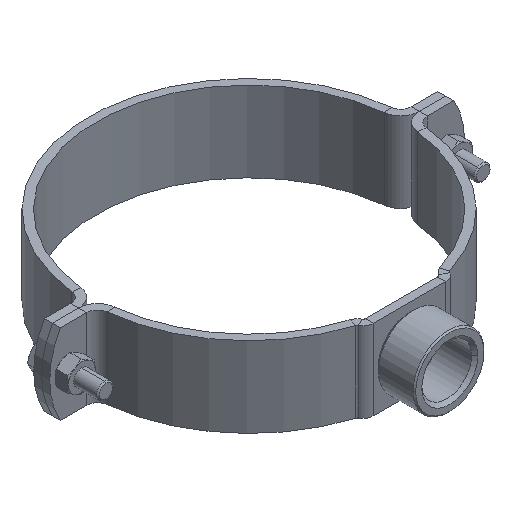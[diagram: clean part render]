
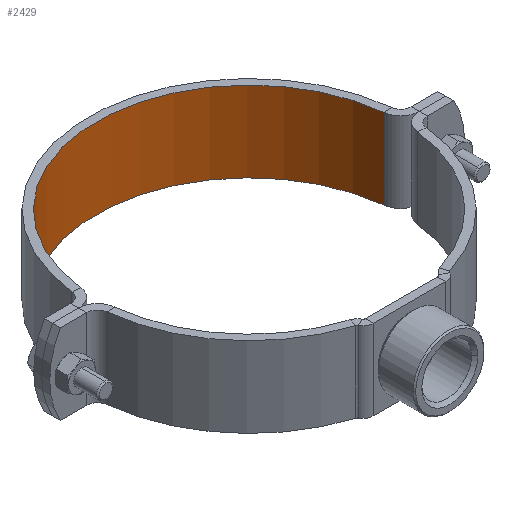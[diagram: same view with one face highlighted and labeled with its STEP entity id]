
A CAD part, isometric view. The second image highlights one B-rep face of the part: STEP entity #2429.
In plain terms, the highlighted cylindrical face has radius 57 mm (diameter 114 mm), a partial arc.
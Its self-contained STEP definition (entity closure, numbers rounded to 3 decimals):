
#280 = CARTESIAN_POINT ( 'NONE',  ( 0., 0., -15. ) ) ;
#393 = CARTESIAN_POINT ( 'NONE',  ( 56.658, -6.234, -15. ) ) ;
#510 = DIRECTION ( 'NONE',  ( 0., 0., -1. ) ) ;
#750 = ORIENTED_EDGE ( 'NONE', *, *, #2609, .T. ) ;
#753 = DIRECTION ( 'NONE',  ( 0., 0., -1. ) ) ;
#807 = CIRCLE ( 'NONE', #809, 57. ) ;
#809 = AXIS2_PLACEMENT_3D ( 'NONE', #843, #2357, #3824 ) ;
#843 = CARTESIAN_POINT ( 'NONE',  ( 0., 0., 15. ) ) ;
#958 = VERTEX_POINT ( 'NONE', #4160 ) ;
#1012 = VECTOR ( 'NONE', #510, 1000. ) ;
#1067 = CARTESIAN_POINT ( 'NONE',  ( -56.658, -6.234, 15. ) ) ;
#1113 = FACE_OUTER_BOUND ( 'NONE', #4045, .T. ) ;
#1122 = CARTESIAN_POINT ( 'NONE',  ( 56.658, -6.234, 15. ) ) ;
#1128 = ORIENTED_EDGE ( 'NONE', *, *, #2343, .F. ) ;
#1694 = ORIENTED_EDGE ( 'NONE', *, *, #4513, .T. ) ;
#1784 = DIRECTION ( 'NONE',  ( 0., 0., 1. ) ) ;
#1789 = EDGE_CURVE ( 'NONE', #958, #1950, #2124, .T. ) ;
#1939 = VERTEX_POINT ( 'NONE', #1122 ) ;
#1950 = VERTEX_POINT ( 'NONE', #393 ) ;
#2124 = CIRCLE ( 'NONE', #4196, 57. ) ;
#2208 = VECTOR ( 'NONE', #2578, 1000. ) ;
#2265 = DIRECTION ( 'NONE',  ( -1., 0., 0. ) ) ;
#2343 = EDGE_CURVE ( 'NONE', #3024, #958, #4392, .T. ) ;
#2357 = DIRECTION ( 'NONE',  ( 0., 0., 1. ) ) ;
#2388 = LINE ( 'NONE', #3856, #1012 ) ;
#2429 = ADVANCED_FACE ( 'NONE', ( #1113 ), #2634, .F. ) ;
#2578 = DIRECTION ( 'NONE',  ( 0., 0., -1. ) ) ;
#2609 = EDGE_CURVE ( 'NONE', #1939, #1950, #2388, .T. ) ;
#2634 = CYLINDRICAL_SURFACE ( 'NONE', #4634, 57. ) ;
#2868 = ORIENTED_EDGE ( 'NONE', *, *, #1789, .F. ) ;
#3024 = VERTEX_POINT ( 'NONE', #3064 ) ;
#3064 = CARTESIAN_POINT ( 'NONE',  ( -56.658, -6.234, 15. ) ) ;
#3261 = DIRECTION ( 'NONE',  ( 1., 0., 0. ) ) ;
#3824 = DIRECTION ( 'NONE',  ( 1., 0., 0. ) ) ;
#3856 = CARTESIAN_POINT ( 'NONE',  ( 56.658, -6.234, 15. ) ) ;
#4045 = EDGE_LOOP ( 'NONE', ( #2868, #1128, #1694, #750 ) ) ;
#4088 = CARTESIAN_POINT ( 'NONE',  ( 0., 0., 15. ) ) ;
#4160 = CARTESIAN_POINT ( 'NONE',  ( -56.658, -6.234, -15. ) ) ;
#4196 = AXIS2_PLACEMENT_3D ( 'NONE', #280, #1784, #3261 ) ;
#4392 = LINE ( 'NONE', #1067, #2208 ) ;
#4513 = EDGE_CURVE ( 'NONE', #3024, #1939, #807, .T. ) ;
#4634 = AXIS2_PLACEMENT_3D ( 'NONE', #4088, #753, #2265 ) ;
